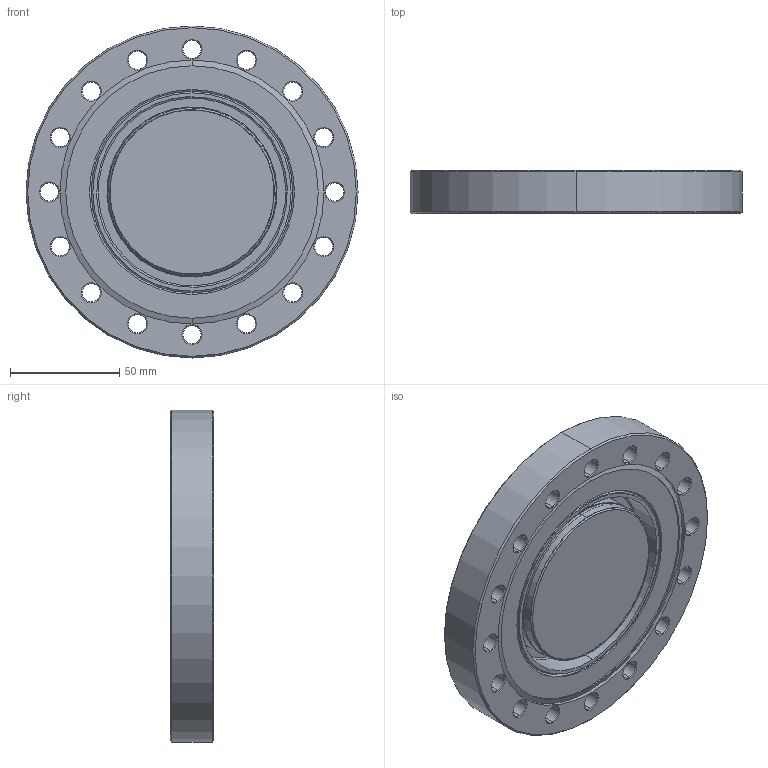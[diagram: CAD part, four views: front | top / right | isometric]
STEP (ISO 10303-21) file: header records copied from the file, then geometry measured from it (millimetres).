
FILE_DESCRIPTION (( 'STEP AP203' ), '1' );
FILE_NAME ('A6328-1-CF.STEP', '2013-01-08T19:56:02', ( '' ), ( '' ), 'SwSTEP 2.0', 'SolidWorks 2012', '' );
FILE_SCHEMA (( 'CONFIG_CONTROL_DESIGN' ));
Length unit declared in the file: inch
Products named in the file (1): A6328-1-CF
Bounding box: 151.64 x 19.81 x 151.64 mm (x, y, z)
Volume: 225771.7 mm3; surface area: 71876.2 mm2
Topology: 1 solids, 1 shells, 171 faces, 372 edges, 214 vertices
Faces by surface type: cone 82, cylinder 64, plane 13, torus 12
Entity records: 4799 total; most frequent: DIRECTION 942, CARTESIAN_POINT 758, ORIENTED_EDGE 744, AXIS2_PLACEMENT_3D 398, EDGE_CURVE 372, CIRCLE 226, EDGE_LOOP 214, VERTEX_POINT 214
